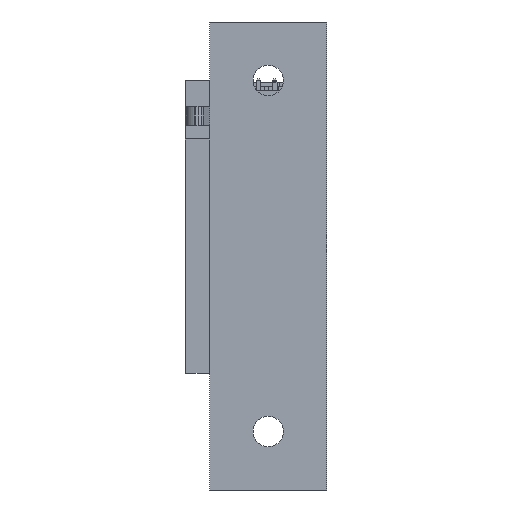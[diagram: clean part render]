
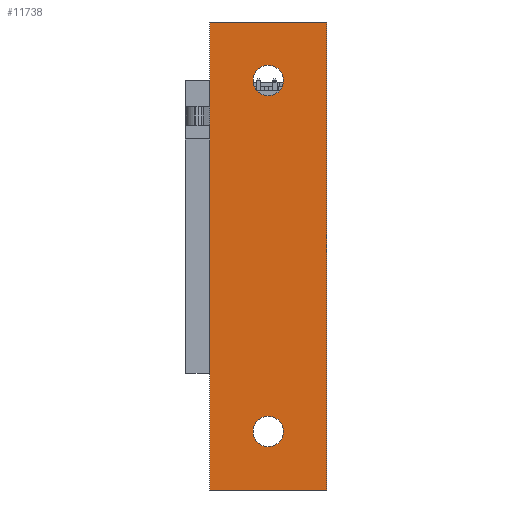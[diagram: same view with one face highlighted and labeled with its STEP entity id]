
A CAD part, left-side view. The second image highlights one B-rep face of the part: STEP entity #11738.
In plain terms, the highlighted planar face has unit normal (-1, 0, 0).
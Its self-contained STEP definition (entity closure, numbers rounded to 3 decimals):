
#366=FACE_BOUND('',#1612,.T.);
#367=FACE_BOUND('',#1613,.T.);
#916=FACE_OUTER_BOUND('',#1611,.T.);
#1611=EDGE_LOOP('',(#9573,#9574,#9575,#9576));
#1612=EDGE_LOOP('',(#9577));
#1613=EDGE_LOOP('',(#9578));
#2580=LINE('',#18580,#3925);
#2653=LINE('',#18763,#3998);
#2654=LINE('',#18766,#3999);
#2656=LINE('',#18769,#4001);
#3925=VECTOR('',#14817,10.);
#3998=VECTOR('',#15014,10.);
#3999=VECTOR('',#15017,10.);
#4001=VECTOR('',#15021,10.);
#4799=CIRCLE('',#12698,2.6);
#4800=CIRCLE('',#12700,2.6);
#5441=VERTEX_POINT('',#18577);
#5442=VERTEX_POINT('',#18579);
#5488=VERTEX_POINT('',#18753);
#5489=VERTEX_POINT('',#18757);
#5490=VERTEX_POINT('',#18761);
#5491=VERTEX_POINT('',#18765);
#6817=EDGE_CURVE('',#5441,#5442,#2580,.T.);
#6901=EDGE_CURVE('',#5488,#5488,#4799,.T.);
#6903=EDGE_CURVE('',#5489,#5489,#4800,.T.);
#6906=EDGE_CURVE('',#5441,#5490,#2653,.T.);
#6907=EDGE_CURVE('',#5442,#5491,#2654,.T.);
#6909=EDGE_CURVE('',#5491,#5490,#2656,.T.);
#9573=ORIENTED_EDGE('',*,*,#6817,.F.);
#9574=ORIENTED_EDGE('',*,*,#6906,.T.);
#9575=ORIENTED_EDGE('',*,*,#6909,.F.);
#9576=ORIENTED_EDGE('',*,*,#6907,.F.);
#9577=ORIENTED_EDGE('',*,*,#6901,.T.);
#9578=ORIENTED_EDGE('',*,*,#6903,.T.);
#11113=PLANE('',#12705);
#11738=ADVANCED_FACE('',(#916,#366,#367),#11113,.T.);
#12698=AXIS2_PLACEMENT_3D('',#18754,#15003,#15004);
#12700=AXIS2_PLACEMENT_3D('',#18758,#15008,#15009);
#12705=AXIS2_PLACEMENT_3D('',#18771,#15024,#15025);
#14817=DIRECTION('',(0.,0.,-1.));
#15003=DIRECTION('center_axis',(1.,0.,0.));
#15004=DIRECTION('ref_axis',(0.,0.,1.));
#15008=DIRECTION('center_axis',(1.,0.,0.));
#15009=DIRECTION('ref_axis',(0.,0.,1.));
#15014=DIRECTION('',(0.,1.,0.));
#15017=DIRECTION('',(0.,1.,0.));
#15021=DIRECTION('',(0.,0.,1.));
#15024=DIRECTION('center_axis',(-1.,0.,0.));
#15025=DIRECTION('ref_axis',(0.,0.,1.));
#18577=CARTESIAN_POINT('',(-120.,0.,40.));
#18579=CARTESIAN_POINT('',(-120.,0.,-40.));
#18580=CARTESIAN_POINT('',(-120.,0.,-40.));
#18753=CARTESIAN_POINT('',(-120.,10.,-32.6));
#18754=CARTESIAN_POINT('Origin',(-120.,10.,-30.));
#18757=CARTESIAN_POINT('',(-120.,10.,27.4));
#18758=CARTESIAN_POINT('Origin',(-120.,10.,30.));
#18761=CARTESIAN_POINT('',(-120.,20.,40.));
#18763=CARTESIAN_POINT('',(-120.,3.,40.));
#18765=CARTESIAN_POINT('',(-120.,20.,-40.));
#18766=CARTESIAN_POINT('',(-120.,3.,-40.));
#18769=CARTESIAN_POINT('',(-120.,20.,-40.));
#18771=CARTESIAN_POINT('Origin',(-120.,0.,-20.));
